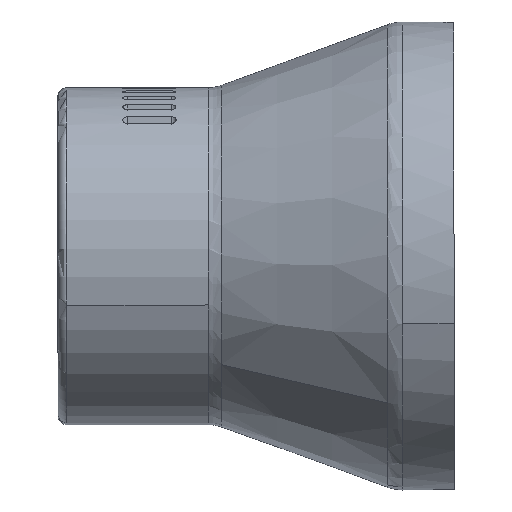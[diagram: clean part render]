
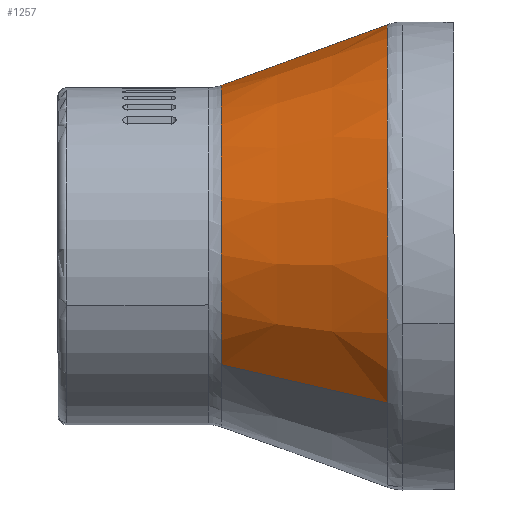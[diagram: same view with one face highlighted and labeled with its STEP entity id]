
A CAD part, left-side view. The second image highlights one B-rep face of the part: STEP entity #1257.
In plain terms, the highlighted conical face has half-angle 20 degrees and reference radius 67.48 mm.
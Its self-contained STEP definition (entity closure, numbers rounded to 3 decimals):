
#1064=CARTESIAN_POINT('POINT55',(0.,48.567,
   78.3));
#1065=VERTEX_POINT('VERTEX55',#1064);
#1072=CARTESIAN_POINT('POINT56',(-60.438,
   48.434,-49.644));
#1073=VERTEX_POINT('VERTEX56',#1072);
#1074=CARTESIAN_POINT('POS57',(0.,
   48.486,0.053));
#1075=DIRECTION('DIR96',(0.,1.,
   -0.001));
#1076=DIRECTION('DIR97',(0.772,0.001,
   0.635));
#1077=AXIS2_PLACEMENT_3D('AXIS40',#1074,#1075,#1076);
#1078=CIRCLE('ELLIPSE24',#1077,78.246);
#1079=EDGE_CURVE('EDGE83',#1065,#1073,#1078,.F.);
#1112=CARTESIAN_POINT('POINT59',(0.,104.766,
   57.779));
#1113=VERTEX_POINT('VERTEX59',#1112);
#1114=CARTESIAN_POINT('POS60',(0.,
   104.706,-0.005));
#1115=DIRECTION('DIR101',(0.,1.,
   -0.001));
#1116=DIRECTION('DIR102',(0.772,0.001,
   0.635));
#1117=AXIS2_PLACEMENT_3D('AXIS42',#1114,#1115,#1116);
#1118=CIRCLE('ELLIPSE25',#1117,57.784);
#1121=B_SPLINE_CURVE_WITH_KNOTS('SPLINE_CRV26',1,(#1122,#1123),
   .UNSPECIFIED.,.F.,.F.,(2,2),(0.,1.),.UNSPECIFIED.);
#1122=CARTESIAN_POINT('',(0.,104.766,
   57.779));
#1123=CARTESIAN_POINT('',(0.,48.567,
   78.3));
#1124=EDGE_CURVE('EDGE89',#1113,#1065,#1121,.T.);
#1129=CARTESIAN_POINT('POS61',(0.,
   78.068,0.023));
#1130=DIRECTION('DIR103',(0.,-1.,
   0.001));
#1131=DIRECTION('DIR104',(0.772,0.001,
   0.635));
#1132=AXIS2_PLACEMENT_3D('AXIS43',#1129,#1130,#1131);
#1133=CONICAL_SURFACE('CONE_SURF10',#1132,67.479,
   0.349);
#1243=CARTESIAN_POINT('POINT66',(-44.632,
   104.668,-36.706));
#1244=VERTEX_POINT('VERTEX66',#1243);
#1245=CARTESIAN_POINT('POS70',(-52.121,
   78.023,-42.836));
#1246=DIRECTION('DIR119',(-0.264,-0.94,
   -0.216));
#1247=VECTOR('VEC21',#1246,1.);
#1248=LINE('STRAIGHT21',#1245,#1247);
#1249=EDGE_CURVE('EDGE99',#1244,#1073,#1248,.T.);
#1250=ORIENTED_EDGE('COEDGE185',*,*,#1249,.T.);
#1251=ORIENTED_EDGE('COEDGE186',*,*,#1079,.F.);
#1252=ORIENTED_EDGE('COEDGE187',*,*,#1124,.F.);
#1253=EDGE_CURVE('EDGE100',#1113,#1244,#1118,.F.);
#1254=ORIENTED_EDGE('COEDGE188',*,*,#1253,.T.);
#1255=EDGE_LOOP('NONE',(#1250,#1251,#1252,#1254));
#1256=FACE_BOUND('LOOP1',#1255,.T.);
#1257=ADVANCED_FACE('FACE40',(#1256),#1133,.T.);
